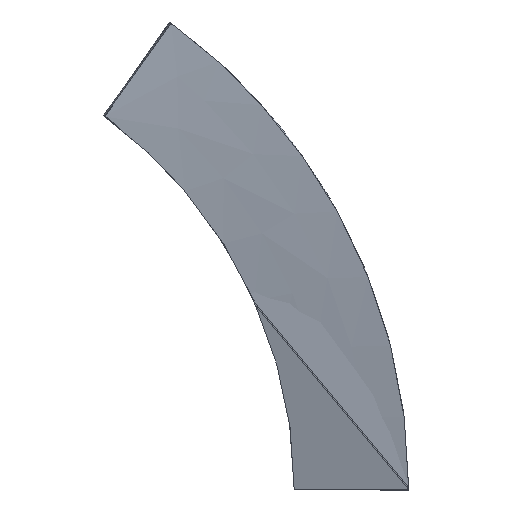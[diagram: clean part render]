
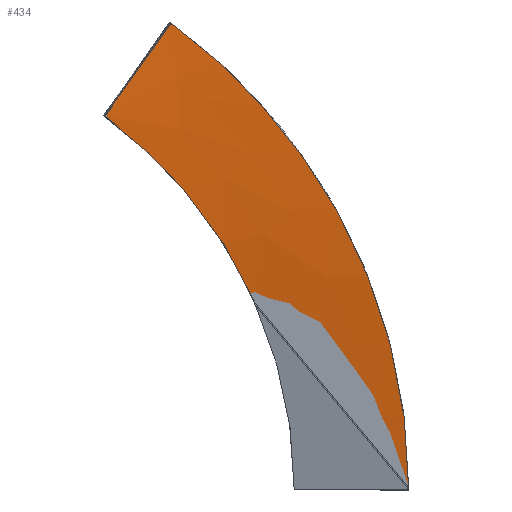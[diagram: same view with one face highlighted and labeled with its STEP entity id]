
A CAD part, top view. The second image highlights one B-rep face of the part: STEP entity #434.
In plain terms, the highlighted free-form (B-spline) face has degree [3, 3] with [10, 4] control points.
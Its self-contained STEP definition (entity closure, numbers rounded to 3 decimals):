
#117=FACE_OUTER_BOUND('',#146,.T.);
#146=EDGE_LOOP('',(#300,#301,#302,#303));
#175=B_SPLINE_CURVE_WITH_KNOTS('',3,(#649,#650,#651,#652,#653,#654,#655,
#656,#657,#658,#659,#660,#661,#662,#663,#664,#665,#666,#667,#668,#669,#670),
 .UNSPECIFIED.,.F.,.F.,(4,3,3,3,3,3,3,4),(0.,0.135,0.27,
0.406,0.541,0.676,0.811,
0.946),.UNSPECIFIED.);
#176=B_SPLINE_CURVE_WITH_KNOTS('',3,(#672,#673,#674,#675),.UNSPECIFIED.,
 .F.,.F.,(4,4),(0.,1.),.UNSPECIFIED.);
#177=B_SPLINE_CURVE_WITH_KNOTS('',3,(#677,#678,#679,#680,#681,#682,#683,
#684,#685,#686,#687,#688,#689,#690,#691,#692,#693,#694,#695,#696,#697,#698),
 .UNSPECIFIED.,.F.,.F.,(4,3,3,3,3,3,3,4),(0.,0.135,0.27,
0.406,0.541,0.676,0.811,
0.946),.UNSPECIFIED.);
#178=B_SPLINE_CURVE_WITH_KNOTS('',3,(#699,#700,#701,#702),.UNSPECIFIED.,
 .F.,.F.,(4,4),(0.,1.),.UNSPECIFIED.);
#207=VERTEX_POINT('',#647);
#208=VERTEX_POINT('',#648);
#209=VERTEX_POINT('',#671);
#210=VERTEX_POINT('',#676);
#241=EDGE_CURVE('',#207,#208,#175,.T.);
#242=EDGE_CURVE('',#208,#209,#176,.T.);
#243=EDGE_CURVE('',#210,#209,#177,.T.);
#244=EDGE_CURVE('',#207,#210,#178,.T.);
#300=ORIENTED_EDGE('',*,*,#241,.T.);
#301=ORIENTED_EDGE('',*,*,#242,.T.);
#302=ORIENTED_EDGE('',*,*,#243,.F.);
#303=ORIENTED_EDGE('',*,*,#244,.F.);
#418=B_SPLINE_SURFACE_WITH_KNOTS('',3,3,((#607,#608,#609,#610),(#611,#612,
#613,#614),(#615,#616,#617,#618),(#619,#620,#621,#622),(#623,#624,#625,
#626),(#627,#628,#629,#630),(#631,#632,#633,#634),(#635,#636,#637,#638),
(#639,#640,#641,#642),(#643,#644,#645,#646)),.UNSPECIFIED.,.F.,.F.,.F.,
(4,1,1,1,1,1,1,4),(4,4),(0.,0.143,0.286,0.429,
0.571,0.714,0.857,1.),(0.,1.),
 .UNSPECIFIED.);
#434=ADVANCED_FACE('',(#117),#418,.T.);
#607=CARTESIAN_POINT('Ctrl Pts',(-1.789,7.797,1103.));
#608=CARTESIAN_POINT('Ctrl Pts',(-1.902,7.771,1029.667));
#609=CARTESIAN_POINT('Ctrl Pts',(-2.035,7.739,956.333));
#610=CARTESIAN_POINT('Ctrl Pts',(-2.204,7.69,883.));
#611=CARTESIAN_POINT('Ctrl Pts',(47.921,19.202,1103.081));
#612=CARTESIAN_POINT('Ctrl Pts',(44.503,19.176,1029.752));
#613=CARTESIAN_POINT('Ctrl Pts',(41.065,19.144,956.425));
#614=CARTESIAN_POINT('Ctrl Pts',(37.591,19.095,883.099));
#615=CARTESIAN_POINT('Ctrl Pts',(147.352,42.012,1096.51));
#616=CARTESIAN_POINT('Ctrl Pts',(137.325,41.986,1023.64));
#617=CARTESIAN_POINT('Ctrl Pts',(127.278,41.953,950.772));
#618=CARTESIAN_POINT('Ctrl Pts',(117.194,41.905,877.909));
#619=CARTESIAN_POINT('Ctrl Pts',(293.809,76.226,1066.643));
#620=CARTESIAN_POINT('Ctrl Pts',(274.051,76.2,995.789));
#621=CARTESIAN_POINT('Ctrl Pts',(254.274,76.167,924.941));
#622=CARTESIAN_POINT('Ctrl Pts',(234.461,76.119,854.102));
#623=CARTESIAN_POINT('Ctrl Pts',(434.903,110.44,1017.303));
#624=CARTESIAN_POINT('Ctrl Pts',(405.774,110.414,949.759));
#625=CARTESIAN_POINT('Ctrl Pts',(376.627,110.382,882.223));
#626=CARTESIAN_POINT('Ctrl Pts',(347.447,110.333,814.702));
#627=CARTESIAN_POINT('Ctrl Pts',(568.06,144.655,949.4));
#628=CARTESIAN_POINT('Ctrl Pts',(530.093,144.629,886.398));
#629=CARTESIAN_POINT('Ctrl Pts',(492.109,144.596,823.407));
#630=CARTESIAN_POINT('Ctrl Pts',(454.093,144.548,760.435));
#631=CARTESIAN_POINT('Ctrl Pts',(690.846,178.869,864.163));
#632=CARTESIAN_POINT('Ctrl Pts',(644.734,178.843,806.854));
#633=CARTESIAN_POINT('Ctrl Pts',(598.605,178.81,749.558));
#634=CARTESIAN_POINT('Ctrl Pts',(552.449,178.762,692.285));
#635=CARTESIAN_POINT('Ctrl Pts',(801.026,213.083,763.157));
#636=CARTESIAN_POINT('Ctrl Pts',(747.609,213.057,712.587));
#637=CARTESIAN_POINT('Ctrl Pts',(694.179,213.025,662.031));
#638=CARTESIAN_POINT('Ctrl Pts',(640.723,212.976,611.502));
#639=CARTESIAN_POINT('Ctrl Pts',(864.73,235.893,686.532));
#640=CARTESIAN_POINT('Ctrl Pts',(807.094,235.867,641.069));
#641=CARTESIAN_POINT('Ctrl Pts',(749.446,235.834,595.623));
#642=CARTESIAN_POINT('Ctrl Pts',(691.775,235.786,550.205));
#643=CARTESIAN_POINT('Ctrl Pts',(893.855,247.297,646.247));
#644=CARTESIAN_POINT('Ctrl Pts',(834.291,247.271,603.469));
#645=CARTESIAN_POINT('Ctrl Pts',(774.716,247.239,560.708));
#646=CARTESIAN_POINT('Ctrl Pts',(715.119,247.19,517.976));
#647=CARTESIAN_POINT('',(-1.789,7.797,1103.));
#648=CARTESIAN_POINT('',(893.855,247.297,646.247));
#649=CARTESIAN_POINT('Ctrl Pts',(-1.789,7.797,1103.));
#650=CARTESIAN_POINT('Ctrl Pts',(47.921,19.202,1103.081));
#651=CARTESIAN_POINT('Ctrl Pts',(97.636,30.607,1099.795));
#652=CARTESIAN_POINT('Ctrl Pts',(146.904,42.012,1093.175));
#653=CARTESIAN_POINT('Ctrl Pts',(196.171,53.416,1086.555));
#654=CARTESIAN_POINT('Ctrl Pts',(244.99,64.821,1076.599));
#655=CARTESIAN_POINT('Ctrl Pts',(292.915,76.226,1063.398));
#656=CARTESIAN_POINT('Ctrl Pts',(340.84,87.631,1050.197));
#657=CARTESIAN_POINT('Ctrl Pts',(387.872,99.036,1033.75));
#658=CARTESIAN_POINT('Ctrl Pts',(433.58,110.44,1014.209));
#659=CARTESIAN_POINT('Ctrl Pts',(479.288,121.845,994.669));
#660=CARTESIAN_POINT('Ctrl Pts',(523.674,133.25,972.034));
#661=CARTESIAN_POINT('Ctrl Pts',(566.331,144.655,946.511));
#662=CARTESIAN_POINT('Ctrl Pts',(608.989,156.059,920.988));
#663=CARTESIAN_POINT('Ctrl Pts',(649.917,167.464,892.575));
#664=CARTESIAN_POINT('Ctrl Pts',(688.745,178.869,861.535));
#665=CARTESIAN_POINT('Ctrl Pts',(727.573,190.274,830.494));
#666=CARTESIAN_POINT('Ctrl Pts',(764.299,201.678,796.826));
#667=CARTESIAN_POINT('Ctrl Pts',(798.589,213.083,760.835));
#668=CARTESIAN_POINT('Ctrl Pts',(832.878,224.488,724.844));
#669=CARTESIAN_POINT('Ctrl Pts',(864.73,235.893,686.532));
#670=CARTESIAN_POINT('Ctrl Pts',(893.855,247.297,646.247));
#671=CARTESIAN_POINT('',(715.119,247.19,517.976));
#672=CARTESIAN_POINT('Ctrl Pts',(893.855,247.297,646.247));
#673=CARTESIAN_POINT('Ctrl Pts',(834.291,247.271,603.469));
#674=CARTESIAN_POINT('Ctrl Pts',(774.716,247.239,560.708));
#675=CARTESIAN_POINT('Ctrl Pts',(715.119,247.19,517.976));
#676=CARTESIAN_POINT('',(-2.204,7.69,883.));
#677=CARTESIAN_POINT('Ctrl Pts',(-2.204,7.69,883.));
#678=CARTESIAN_POINT('Ctrl Pts',(37.591,19.095,883.099));
#679=CARTESIAN_POINT('Ctrl Pts',(77.393,30.5,880.504));
#680=CARTESIAN_POINT('Ctrl Pts',(116.838,41.905,875.239));
#681=CARTESIAN_POINT('Ctrl Pts',(156.283,53.309,869.973));
#682=CARTESIAN_POINT('Ctrl Pts',(195.372,64.714,862.038));
#683=CARTESIAN_POINT('Ctrl Pts',(233.748,76.119,851.503));
#684=CARTESIAN_POINT('Ctrl Pts',(272.123,87.524,840.968));
#685=CARTESIAN_POINT('Ctrl Pts',(309.785,98.929,827.835));
#686=CARTESIAN_POINT('Ctrl Pts',(346.391,110.333,812.224));
#687=CARTESIAN_POINT('Ctrl Pts',(382.996,121.738,796.613));
#688=CARTESIAN_POINT('Ctrl Pts',(418.545,133.143,778.524));
#689=CARTESIAN_POINT('Ctrl Pts',(452.711,144.548,758.121));
#690=CARTESIAN_POINT('Ctrl Pts',(486.878,155.952,737.718));
#691=CARTESIAN_POINT('Ctrl Pts',(519.664,167.357,715.002));
#692=CARTESIAN_POINT('Ctrl Pts',(550.769,178.762,690.18));
#693=CARTESIAN_POINT('Ctrl Pts',(581.874,190.167,665.357));
#694=CARTESIAN_POINT('Ctrl Pts',(611.298,201.571,638.43));
#695=CARTESIAN_POINT('Ctrl Pts',(638.774,212.976,609.642));
#696=CARTESIAN_POINT('Ctrl Pts',(666.249,224.381,580.853));
#697=CARTESIAN_POINT('Ctrl Pts',(691.775,235.786,550.205));
#698=CARTESIAN_POINT('Ctrl Pts',(715.119,247.19,517.976));
#699=CARTESIAN_POINT('Ctrl Pts',(-1.789,7.797,1103.));
#700=CARTESIAN_POINT('Ctrl Pts',(-1.902,7.771,1029.667));
#701=CARTESIAN_POINT('Ctrl Pts',(-2.035,7.739,956.333));
#702=CARTESIAN_POINT('Ctrl Pts',(-2.204,7.69,883.));
